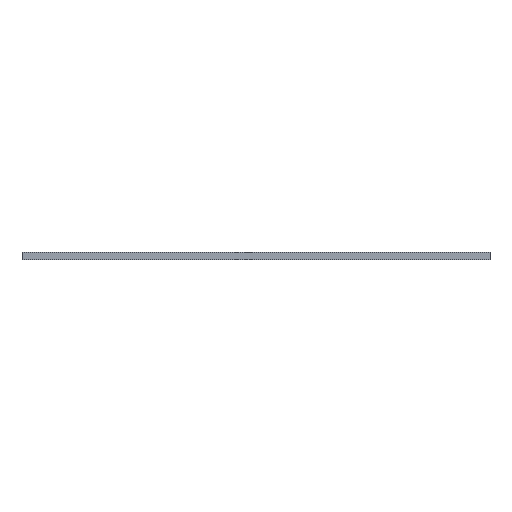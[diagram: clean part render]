
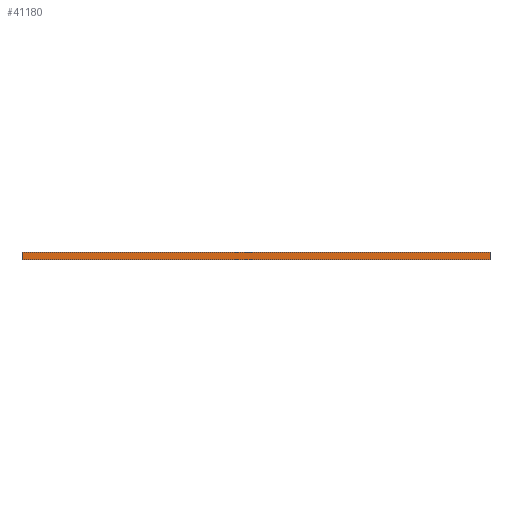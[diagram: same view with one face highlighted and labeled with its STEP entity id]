
A CAD part, front view. The second image highlights one B-rep face of the part: STEP entity #41180.
In plain terms, the highlighted planar face has unit normal (0, -1, 0).
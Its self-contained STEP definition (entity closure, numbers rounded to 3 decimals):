
#84 = PLANE('',#85);
#85 = AXIS2_PLACEMENT_3D('',#86,#87,#88);
#86 = CARTESIAN_POINT('',(301.038,-217.557,1.6));
#87 = DIRECTION('',(-0.,-0.,-1.));
#88 = DIRECTION('',(-1.,0.,0.));
#143 = PLANE('',#144);
#144 = AXIS2_PLACEMENT_3D('',#145,#146,#147);
#145 = CARTESIAN_POINT('',(301.038,-217.557,0.));
#146 = DIRECTION('',(-0.,-0.,-1.));
#147 = DIRECTION('',(-1.,0.,0.));
#266 = PLANE('',#267);
#267 = AXIS2_PLACEMENT_3D('',#268,#269,#270);
#268 = CARTESIAN_POINT('',(348.272,-343.325,0.));
#269 = DIRECTION('',(-1.,0.,0.));
#270 = DIRECTION('',(0.,1.,0.));
#327 = VERTEX_POINT('',#328);
#328 = CARTESIAN_POINT('',(348.272,-343.325,0.));
#349 = EDGE_CURVE('',#350,#327,#352,.T.);
#350 = VERTEX_POINT('',#351);
#351 = CARTESIAN_POINT('',(252.25,-343.35,0.));
#352 = SURFACE_CURVE('',#353,(#357,#364),.PCURVE_S1.);
#353 = LINE('',#354,#355);
#354 = CARTESIAN_POINT('',(252.25,-343.35,0.));
#355 = VECTOR('',#356,1.);
#356 = DIRECTION('',(1.,0.,0.));
#357 = PCURVE('',#143,#358);
#358 = DEFINITIONAL_REPRESENTATION('',(#359),#363);
#359 = LINE('',#360,#361);
#360 = CARTESIAN_POINT('',(48.788,-125.793));
#361 = VECTOR('',#362,1.);
#362 = DIRECTION('',(-1.,0.));
#363 = ( GEOMETRIC_REPRESENTATION_CONTEXT(2) 
PARAMETRIC_REPRESENTATION_CONTEXT() REPRESENTATION_CONTEXT('2D SPACE',''
  ) );
#364 = PCURVE('',#365,#370);
#365 = PLANE('',#366);
#366 = AXIS2_PLACEMENT_3D('',#367,#368,#369);
#367 = CARTESIAN_POINT('',(252.25,-343.35,0.));
#368 = DIRECTION('',(0.,1.,0.));
#369 = DIRECTION('',(1.,0.,0.));
#370 = DEFINITIONAL_REPRESENTATION('',(#371),#375);
#371 = LINE('',#372,#373);
#372 = CARTESIAN_POINT('',(0.,0.));
#373 = VECTOR('',#374,1.);
#374 = DIRECTION('',(1.,0.));
#375 = ( GEOMETRIC_REPRESENTATION_CONTEXT(2) 
PARAMETRIC_REPRESENTATION_CONTEXT() REPRESENTATION_CONTEXT('2D SPACE',''
  ) );
#393 = PLANE('',#394);
#394 = AXIS2_PLACEMENT_3D('',#395,#396,#397);
#395 = CARTESIAN_POINT('',(252.25,-87.65,0.));
#396 = DIRECTION('',(1.,0.,-0.));
#397 = DIRECTION('',(0.,-1.,0.));
#22289 = VERTEX_POINT('',#22290);
#22290 = CARTESIAN_POINT('',(348.272,-343.325,1.6));
#22311 = EDGE_CURVE('',#22312,#22289,#22314,.T.);
#22312 = VERTEX_POINT('',#22313);
#22313 = CARTESIAN_POINT('',(252.25,-343.35,1.6));
#22314 = SURFACE_CURVE('',#22315,(#22319,#22326),.PCURVE_S1.);
#22315 = LINE('',#22316,#22317);
#22316 = CARTESIAN_POINT('',(252.25,-343.35,1.6));
#22317 = VECTOR('',#22318,1.);
#22318 = DIRECTION('',(1.,0.,0.));
#22319 = PCURVE('',#84,#22320);
#22320 = DEFINITIONAL_REPRESENTATION('',(#22321),#22325);
#22321 = LINE('',#22322,#22323);
#22322 = CARTESIAN_POINT('',(48.788,-125.793));
#22323 = VECTOR('',#22324,1.);
#22324 = DIRECTION('',(-1.,0.));
#22325 = ( GEOMETRIC_REPRESENTATION_CONTEXT(2) 
PARAMETRIC_REPRESENTATION_CONTEXT() REPRESENTATION_CONTEXT('2D SPACE',''
  ) );
#22326 = PCURVE('',#365,#22327);
#22327 = DEFINITIONAL_REPRESENTATION('',(#22328),#22332);
#22328 = LINE('',#22329,#22330);
#22329 = CARTESIAN_POINT('',(0.,-1.6));
#22330 = VECTOR('',#22331,1.);
#22331 = DIRECTION('',(1.,0.));
#22332 = ( GEOMETRIC_REPRESENTATION_CONTEXT(2) 
PARAMETRIC_REPRESENTATION_CONTEXT() REPRESENTATION_CONTEXT('2D SPACE',''
  ) );
#41130 = EDGE_CURVE('',#327,#22289,#41131,.T.);
#41131 = SURFACE_CURVE('',#41132,(#41136,#41143),.PCURVE_S1.);
#41132 = LINE('',#41133,#41134);
#41133 = CARTESIAN_POINT('',(348.272,-343.325,0.));
#41134 = VECTOR('',#41135,1.);
#41135 = DIRECTION('',(0.,0.,1.));
#41136 = PCURVE('',#266,#41137);
#41137 = DEFINITIONAL_REPRESENTATION('',(#41138),#41142);
#41138 = LINE('',#41139,#41140);
#41139 = CARTESIAN_POINT('',(0.,0.));
#41140 = VECTOR('',#41141,1.);
#41141 = DIRECTION('',(0.,-1.));
#41142 = ( GEOMETRIC_REPRESENTATION_CONTEXT(2) 
PARAMETRIC_REPRESENTATION_CONTEXT() REPRESENTATION_CONTEXT('2D SPACE',''
  ) );
#41143 = PCURVE('',#365,#41144);
#41144 = DEFINITIONAL_REPRESENTATION('',(#41145),#41149);
#41145 = LINE('',#41146,#41147);
#41146 = CARTESIAN_POINT('',(96.022,0.));
#41147 = VECTOR('',#41148,1.);
#41148 = DIRECTION('',(0.,-1.));
#41149 = ( GEOMETRIC_REPRESENTATION_CONTEXT(2) 
PARAMETRIC_REPRESENTATION_CONTEXT() REPRESENTATION_CONTEXT('2D SPACE',''
  ) );
#41180 = ADVANCED_FACE('',(#41181),#365,.F.);
#41181 = FACE_BOUND('',#41182,.F.);
#41182 = EDGE_LOOP('',(#41183,#41204,#41205,#41206));
#41183 = ORIENTED_EDGE('',*,*,#41184,.T.);
#41184 = EDGE_CURVE('',#350,#22312,#41185,.T.);
#41185 = SURFACE_CURVE('',#41186,(#41190,#41197),.PCURVE_S1.);
#41186 = LINE('',#41187,#41188);
#41187 = CARTESIAN_POINT('',(252.25,-343.35,0.));
#41188 = VECTOR('',#41189,1.);
#41189 = DIRECTION('',(0.,0.,1.));
#41190 = PCURVE('',#365,#41191);
#41191 = DEFINITIONAL_REPRESENTATION('',(#41192),#41196);
#41192 = LINE('',#41193,#41194);
#41193 = CARTESIAN_POINT('',(0.,0.));
#41194 = VECTOR('',#41195,1.);
#41195 = DIRECTION('',(0.,-1.));
#41196 = ( GEOMETRIC_REPRESENTATION_CONTEXT(2) 
PARAMETRIC_REPRESENTATION_CONTEXT() REPRESENTATION_CONTEXT('2D SPACE',''
  ) );
#41197 = PCURVE('',#393,#41198);
#41198 = DEFINITIONAL_REPRESENTATION('',(#41199),#41203);
#41199 = LINE('',#41200,#41201);
#41200 = CARTESIAN_POINT('',(255.7,0.));
#41201 = VECTOR('',#41202,1.);
#41202 = DIRECTION('',(0.,-1.));
#41203 = ( GEOMETRIC_REPRESENTATION_CONTEXT(2) 
PARAMETRIC_REPRESENTATION_CONTEXT() REPRESENTATION_CONTEXT('2D SPACE',''
  ) );
#41204 = ORIENTED_EDGE('',*,*,#22311,.T.);
#41205 = ORIENTED_EDGE('',*,*,#41130,.F.);
#41206 = ORIENTED_EDGE('',*,*,#349,.F.);
